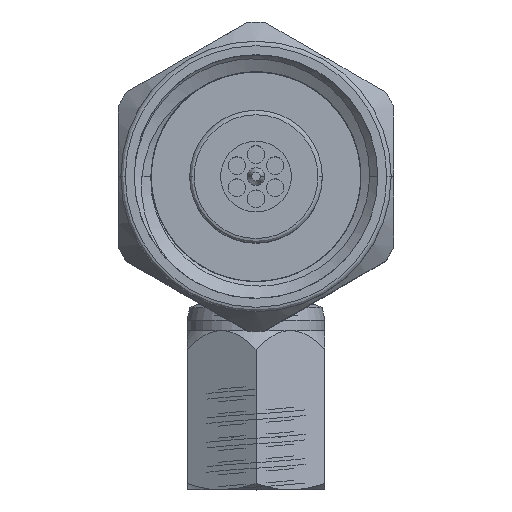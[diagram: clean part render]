
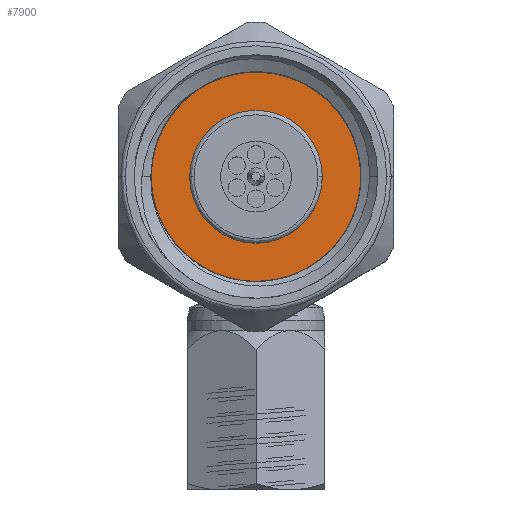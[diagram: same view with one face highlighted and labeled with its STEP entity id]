
A CAD part, top view. The second image highlights one B-rep face of the part: STEP entity #7900.
In plain terms, the highlighted face is planar.
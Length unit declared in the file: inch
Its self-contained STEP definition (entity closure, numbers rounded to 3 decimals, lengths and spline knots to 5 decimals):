
#382 = CARTESIAN_POINT ( 'NONE',  ( 0.3, 0., 0. ) ) ;
#934 = CARTESIAN_POINT ( 'NONE',  ( 0.3, 0., -0.1378 ) ) ;
#1142 = CARTESIAN_POINT ( 'NONE',  ( 0.3, 0., 0. ) ) ;
#1830 = DIRECTION ( 'NONE',  ( 0., 0., 1. ) ) ;
#2466 = EDGE_CURVE ( 'NONE', #8475, #5803, #2677, .T. ) ;
#2677 = CIRCLE ( 'NONE', #3942, 0.1378 ) ;
#2897 = EDGE_LOOP ( 'NONE', ( #7405, #7505 ) ) ;
#3085 = AXIS2_PLACEMENT_3D ( 'NONE', #382, #6352, #1830 ) ;
#3299 = DIRECTION ( 'NONE',  ( -1., 0., 0. ) ) ;
#3942 = AXIS2_PLACEMENT_3D ( 'NONE', #5616, #7268, #9401 ) ;
#4641 = CARTESIAN_POINT ( 'NONE',  ( 0.3, 0., 0.1378 ) ) ;
#5616 = CARTESIAN_POINT ( 'NONE',  ( 0.3, 0., 0. ) ) ;
#5803 = VERTEX_POINT ( 'NONE', #934 ) ;
#6352 = DIRECTION ( 'NONE',  ( -1., 0., 0. ) ) ;
#7203 = FACE_OUTER_BOUND ( 'NONE', #2897, .T. ) ;
#7268 = DIRECTION ( 'NONE',  ( -1., 0., 0. ) ) ;
#7405 = ORIENTED_EDGE ( 'NONE', *, *, #2466, .T. ) ;
#7505 = ORIENTED_EDGE ( 'NONE', *, *, #7532, .T. ) ;
#7532 = EDGE_CURVE ( 'NONE', #5803, #8475, #9482, .T. ) ;
#7898 = PLANE ( 'NONE',  #3085 ) ;
#7900 = ADVANCED_FACE ( 'NONE', ( #7203 ), #7898, .T. ) ;
#7908 = DIRECTION ( 'NONE',  ( 0., 0., 1. ) ) ;
#8475 = VERTEX_POINT ( 'NONE', #4641 ) ;
#8849 = AXIS2_PLACEMENT_3D ( 'NONE', #1142, #3299, #7908 ) ;
#9401 = DIRECTION ( 'NONE',  ( 0., 0., 1. ) ) ;
#9482 = CIRCLE ( 'NONE', #8849, 0.1378 ) ;
